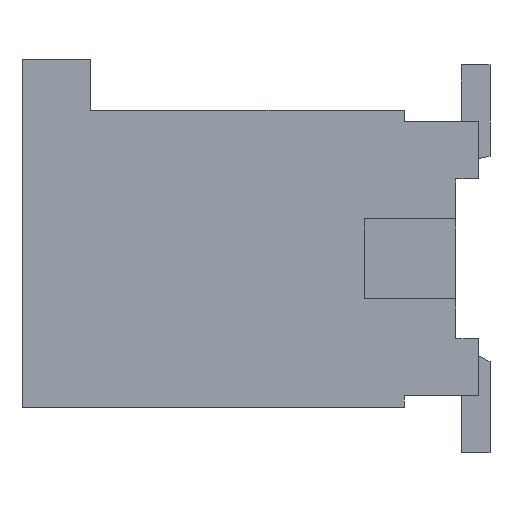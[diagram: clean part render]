
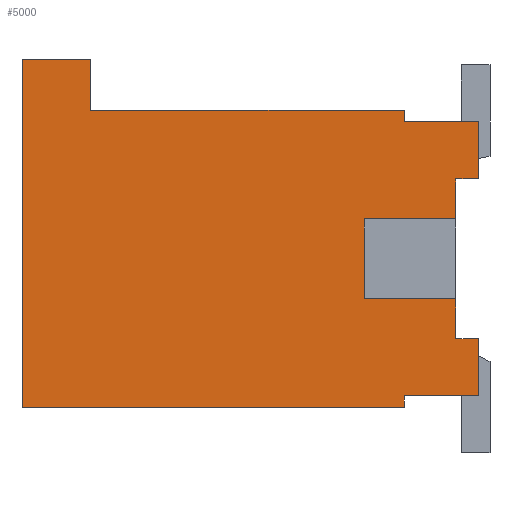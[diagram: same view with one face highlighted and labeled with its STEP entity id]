
A CAD part, left-side view. The second image highlights one B-rep face of the part: STEP entity #5000.
In plain terms, the highlighted planar face has unit normal (-1, 0, 0).
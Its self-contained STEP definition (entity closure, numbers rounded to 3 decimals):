
#1=DIRECTION('',(0.,0.,-1.));
#2=VECTOR('',#1,0.7);
#3=CARTESIAN_POINT('',(-3.8,-0.956,-0.05));
#4=LINE('',#3,#2);
#5=DIRECTION('',(0.,-1.,0.));
#6=VECTOR('',#5,0.8);
#7=CARTESIAN_POINT('',(-3.8,-0.956,-0.75));
#8=LINE('',#7,#6);
#9=DIRECTION('',(0.,0.,-1.));
#10=VECTOR('',#9,0.35);
#11=CARTESIAN_POINT('',(-3.8,-1.756,-0.75));
#12=LINE('',#11,#10);
#13=DIRECTION('',(0.,-1.,0.));
#14=VECTOR('',#13,0.2);
#15=CARTESIAN_POINT('',(-3.8,-1.756,-1.1));
#16=LINE('',#15,#14);
#17=DIRECTION('',(0.,0.,-1.));
#18=VECTOR('',#17,0.5);
#19=CARTESIAN_POINT('',(-3.8,-1.956,-1.1));
#20=LINE('',#19,#18);
#21=DIRECTION('',(0.,1.,0.));
#22=VECTOR('',#21,0.65);
#23=CARTESIAN_POINT('',(-3.8,-1.956,-1.6));
#24=LINE('',#23,#22);
#25=DIRECTION('',(0.,0.,-1.));
#26=VECTOR('',#25,0.1);
#27=CARTESIAN_POINT('',(-3.8,-1.306,-1.6));
#28=LINE('',#27,#26);
#29=DIRECTION('',(0.,1.,0.));
#30=VECTOR('',#29,3.35);
#31=CARTESIAN_POINT('',(-3.8,-1.306,-1.7));
#32=LINE('',#31,#30);
#33=DIRECTION('',(0.,0.,1.));
#34=VECTOR('',#33,3.05);
#35=CARTESIAN_POINT('',(-3.8,2.044,-1.7));
#36=LINE('',#35,#34);
#37=DIRECTION('',(0.,-1.,0.));
#38=VECTOR('',#37,0.6);
#39=CARTESIAN_POINT('',(-3.8,2.044,1.35));
#40=LINE('',#39,#38);
#41=DIRECTION('',(0.,0.,-1.));
#42=VECTOR('',#41,0.45);
#43=CARTESIAN_POINT('',(-3.8,1.444,1.35));
#44=LINE('',#43,#42);
#45=DIRECTION('',(0.,-1.,0.));
#46=VECTOR('',#45,2.75);
#47=CARTESIAN_POINT('',(-3.8,1.444,0.9));
#48=LINE('',#47,#46);
#49=DIRECTION('',(0.,0.,-1.));
#50=VECTOR('',#49,0.1);
#51=CARTESIAN_POINT('',(-3.8,-1.306,0.9));
#52=LINE('',#51,#50);
#53=DIRECTION('',(0.,-1.,0.));
#54=VECTOR('',#53,0.65);
#55=CARTESIAN_POINT('',(-3.8,-1.306,0.8));
#56=LINE('',#55,#54);
#57=DIRECTION('',(0.,0.,-1.));
#58=VECTOR('',#57,0.5);
#59=CARTESIAN_POINT('',(-3.8,-1.956,0.8));
#60=LINE('',#59,#58);
#61=DIRECTION('',(0.,1.,0.));
#62=VECTOR('',#61,0.2);
#63=CARTESIAN_POINT('',(-3.8,-1.956,0.3));
#64=LINE('',#63,#62);
#65=DIRECTION('',(0.,0.,-1.));
#66=VECTOR('',#65,0.35);
#67=CARTESIAN_POINT('',(-3.8,-1.756,0.3));
#68=LINE('',#67,#66);
#69=DIRECTION('',(0.,-1.,0.));
#70=VECTOR('',#69,0.8);
#71=CARTESIAN_POINT('',(-3.8,-0.956,-0.05));
#72=LINE('',#71,#70);
#3789=CARTESIAN_POINT('',(-3.8,2.044,1.35));
#3790=CARTESIAN_POINT('',(-3.8,1.444,1.35));
#3791=VERTEX_POINT('',#3789);
#3792=VERTEX_POINT('',#3790);
#3793=CARTESIAN_POINT('',(-3.8,1.444,0.9));
#3794=VERTEX_POINT('',#3793);
#3795=CARTESIAN_POINT('',(-3.8,-1.306,0.9));
#3796=VERTEX_POINT('',#3795);
#3797=CARTESIAN_POINT('',(-3.8,-1.956,-1.1));
#3798=CARTESIAN_POINT('',(-3.8,-1.956,-1.6));
#3799=VERTEX_POINT('',#3797);
#3800=VERTEX_POINT('',#3798);
#3801=CARTESIAN_POINT('',(-3.8,-1.306,-1.7));
#3802=CARTESIAN_POINT('',(-3.8,2.044,-1.7));
#3803=VERTEX_POINT('',#3801);
#3804=VERTEX_POINT('',#3802);
#3817=CARTESIAN_POINT('',(-3.8,-1.956,0.8));
#3818=CARTESIAN_POINT('',(-3.8,-1.956,0.3));
#3819=VERTEX_POINT('',#3817);
#3820=VERTEX_POINT('',#3818);
#3821=CARTESIAN_POINT('',(-3.8,-1.756,0.3));
#3822=VERTEX_POINT('',#3821);
#3823=CARTESIAN_POINT('',(-3.8,-1.756,-1.1));
#3824=VERTEX_POINT('',#3823);
#4685=CARTESIAN_POINT('',(-3.8,-1.306,0.8));
#4686=VERTEX_POINT('',#4685);
#4687=CARTESIAN_POINT('',(-3.8,-1.306,-1.6));
#4688=VERTEX_POINT('',#4687);
#4737=CARTESIAN_POINT('',(-3.8,-0.956,-0.05));
#4738=CARTESIAN_POINT('',(-3.8,-0.956,-0.75));
#4739=VERTEX_POINT('',#4737);
#4740=VERTEX_POINT('',#4738);
#4741=CARTESIAN_POINT('',(-3.8,-1.756,-0.75));
#4742=VERTEX_POINT('',#4741);
#4743=CARTESIAN_POINT('',(-3.8,-1.756,-0.05));
#4744=VERTEX_POINT('',#4743);
#4957=CARTESIAN_POINT('',(-3.8,0.,0.));
#4958=DIRECTION('',(1.,0.,0.));
#4959=DIRECTION('',(0.,0.,-1.));
#4960=AXIS2_PLACEMENT_3D('',#4957,#4958,#4959);
#4961=PLANE('',#4960);
#4963=ORIENTED_EDGE('',*,*,#4962,.T.);
#4965=ORIENTED_EDGE('',*,*,#4964,.T.);
#4967=ORIENTED_EDGE('',*,*,#4966,.T.);
#4969=ORIENTED_EDGE('',*,*,#4968,.T.);
#4971=ORIENTED_EDGE('',*,*,#4970,.T.);
#4973=ORIENTED_EDGE('',*,*,#4972,.T.);
#4975=ORIENTED_EDGE('',*,*,#4974,.T.);
#4977=ORIENTED_EDGE('',*,*,#4976,.T.);
#4979=ORIENTED_EDGE('',*,*,#4978,.T.);
#4981=ORIENTED_EDGE('',*,*,#4980,.T.);
#4983=ORIENTED_EDGE('',*,*,#4982,.T.);
#4985=ORIENTED_EDGE('',*,*,#4984,.T.);
#4987=ORIENTED_EDGE('',*,*,#4986,.T.);
#4989=ORIENTED_EDGE('',*,*,#4988,.T.);
#4991=ORIENTED_EDGE('',*,*,#4990,.T.);
#4993=ORIENTED_EDGE('',*,*,#4992,.T.);
#4995=ORIENTED_EDGE('',*,*,#4994,.T.);
#4997=ORIENTED_EDGE('',*,*,#4996,.F.);
#4998=EDGE_LOOP('',(#4963,#4965,#4967,#4969,#4971,#4973,#4975,#4977,#4979,#4981,
#4983,#4985,#4987,#4989,#4991,#4993,#4995,#4997));
#4999=FACE_OUTER_BOUND('',#4998,.F.);
#5000=ADVANCED_FACE('',(#4999),#4961,.F.);
#4962=EDGE_CURVE('',#4739,#4740,#4,.T.);
#4964=EDGE_CURVE('',#4740,#4742,#8,.T.);
#4966=EDGE_CURVE('',#4742,#3824,#12,.T.);
#4968=EDGE_CURVE('',#3824,#3799,#16,.T.);
#4970=EDGE_CURVE('',#3799,#3800,#20,.T.);
#4972=EDGE_CURVE('',#3800,#4688,#24,.T.);
#4974=EDGE_CURVE('',#4688,#3803,#28,.T.);
#4976=EDGE_CURVE('',#3803,#3804,#32,.T.);
#4978=EDGE_CURVE('',#3804,#3791,#36,.T.);
#4980=EDGE_CURVE('',#3791,#3792,#40,.T.);
#4982=EDGE_CURVE('',#3792,#3794,#44,.T.);
#4984=EDGE_CURVE('',#3794,#3796,#48,.T.);
#4986=EDGE_CURVE('',#3796,#4686,#52,.T.);
#4988=EDGE_CURVE('',#4686,#3819,#56,.T.);
#4990=EDGE_CURVE('',#3819,#3820,#60,.T.);
#4992=EDGE_CURVE('',#3820,#3822,#64,.T.);
#4994=EDGE_CURVE('',#3822,#4744,#68,.T.);
#4996=EDGE_CURVE('',#4739,#4744,#72,.T.);
